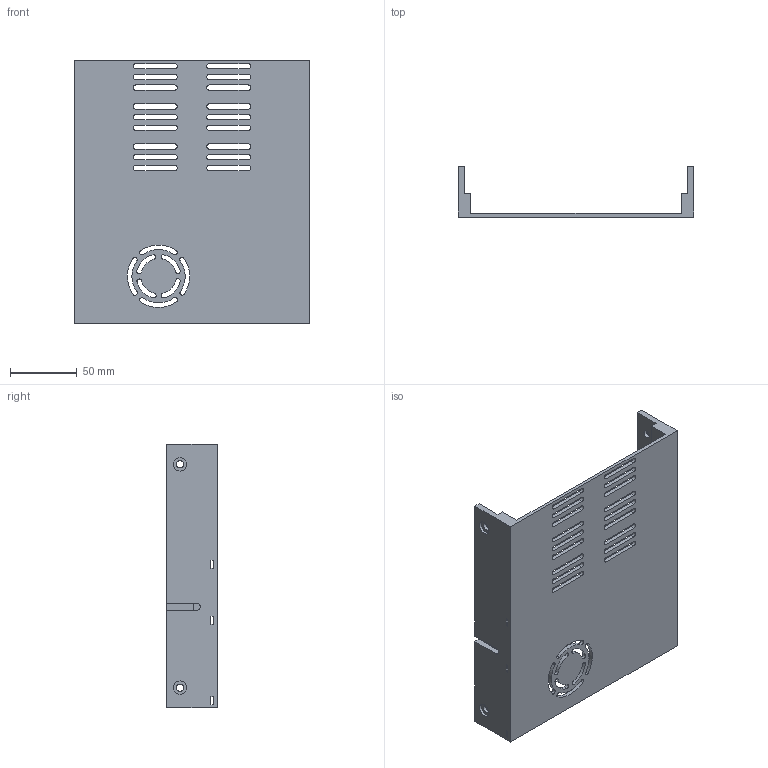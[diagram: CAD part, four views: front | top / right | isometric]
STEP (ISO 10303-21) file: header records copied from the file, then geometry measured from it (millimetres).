
FILE_DESCRIPTION(/* description */ (''),/* implementation_level */ '2;1');
FILE_NAME(/* name */ '1-CBA_top_Cover_V5_part_2of3 v2.step',/* time_stamp */ '2019-09-14T12:41:22-04:00',/* author */ (''),/* organization */ (''),/* preprocessor_version */ 'ST-DEVELOPER v18',/* originating_system */ 'Autodesk Translation Framework v8.6.0.1094',/* authorisation */ '');
FILE_SCHEMA (('AUTOMOTIVE_DESIGN { 1 0 10303 214 3 1 1 }'));
Length unit declared in the file: millimetre
Products named in the file (1): 1-CBA_top_Cover_V5_part_2of3
Bounding box: 176 x 37.8 x 196.9 mm (x, y, z)
Volume: 178069.5 mm3; surface area: 99723.7 mm2
Topology: 1 solids, 1 shells, 154 faces, 466 edges, 312 vertices
Faces by surface type: cylinder 77, plane 77
Full cylindrical faces by diameter (mm): 5.5 x4, 10 x4
Entity records: 5464 total; most frequent: DIRECTION 934, CARTESIAN_POINT 933, ORIENTED_EDGE 932, EDGE_CURVE 466, AXIS2_PLACEMENT_3D 313, VERTEX_POINT 312, LINE 308, VECTOR 308
